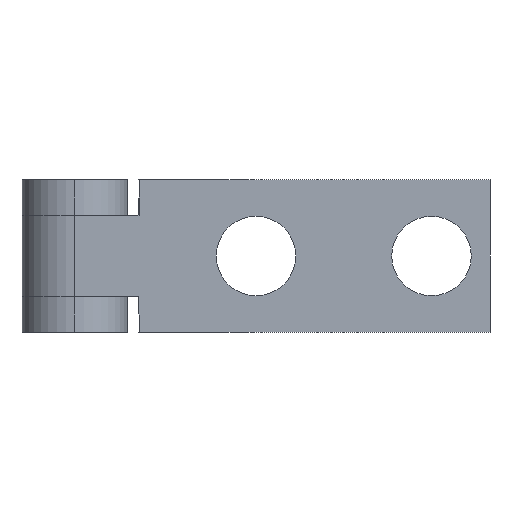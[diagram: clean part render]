
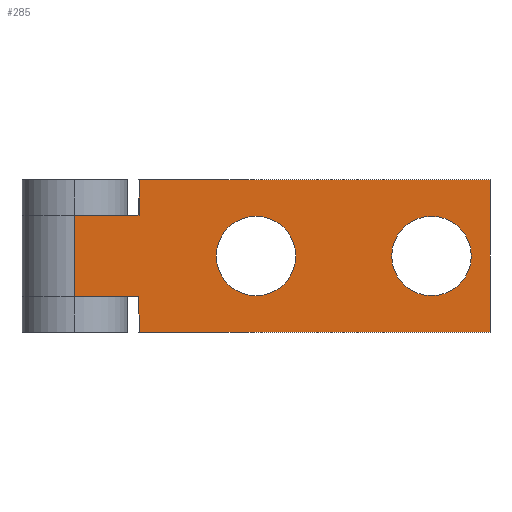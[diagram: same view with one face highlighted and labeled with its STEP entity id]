
A CAD part, front view. The second image highlights one B-rep face of the part: STEP entity #285.
In plain terms, the highlighted planar face has unit normal (0, -1, 0).
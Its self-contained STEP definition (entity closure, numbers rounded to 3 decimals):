
#36 = CARTESIAN_POINT ( 'NONE',  ( 5.5, -4.5, -6.5 ) ) ;
#149 = CARTESIAN_POINT ( 'NONE',  ( 30.5, -4.5, 0. ) ) ;
#150 = DIRECTION ( 'NONE',  ( 0., 1., 0. ) ) ;
#151 = DIRECTION ( 'NONE',  ( 0., 0., 1. ) ) ;
#254 = DIRECTION ( 'NONE',  ( 0., 0., 1. ) ) ;
#285 = ADVANCED_FACE ( 'NONE', ( #1278, #1300, #1288 ), #589, .F. ) ;
#293 = CARTESIAN_POINT ( 'NONE',  ( 0., -4.5, -3.5 ) ) ;
#299 = CARTESIAN_POINT ( 'NONE',  ( 35.5, -4.5, -6.5 ) ) ;
#300 = CARTESIAN_POINT ( 'NONE',  ( 5.5, -4.5, -6.5 ) ) ;
#301 = CARTESIAN_POINT ( 'NONE',  ( 5.5, -4.5, -3.5 ) ) ;
#302 = CARTESIAN_POINT ( 'NONE',  ( 5.5, -4.5, 6.5 ) ) ;
#304 = CARTESIAN_POINT ( 'NONE',  ( 35.5, -4.5, 6.5 ) ) ;
#306 = CARTESIAN_POINT ( 'NONE',  ( 5.5, -4.5, 3.5 ) ) ;
#329 = CARTESIAN_POINT ( 'NONE',  ( 30.5, -4.5, 3.4 ) ) ;
#372 = VERTEX_POINT ( 'NONE', #518 ) ;
#373 = VERTEX_POINT ( 'NONE', #522 ) ;
#377 = VERTEX_POINT ( 'NONE', #526 ) ;
#380 = VERTEX_POINT ( 'NONE', #527 ) ;
#387 = VERTEX_POINT ( 'NONE', #293 ) ;
#393 = VERTEX_POINT ( 'NONE', #299 ) ;
#394 = VERTEX_POINT ( 'NONE', #300 ) ;
#395 = VERTEX_POINT ( 'NONE', #301 ) ;
#396 = VERTEX_POINT ( 'NONE', #302 ) ;
#398 = VERTEX_POINT ( 'NONE', #304 ) ;
#400 = VERTEX_POINT ( 'NONE', #306 ) ;
#423 = VERTEX_POINT ( 'NONE', #329 ) ;
#485 = EDGE_LOOP ( 'NONE', ( #1375, #1376 ) ) ;
#518 = CARTESIAN_POINT ( 'NONE',  ( 15.5, -4.5, -3.4 ) ) ;
#522 = CARTESIAN_POINT ( 'NONE',  ( 15.5, -4.5, 3.4 ) ) ;
#526 = CARTESIAN_POINT ( 'NONE',  ( 30.5, -4.5, -3.4 ) ) ;
#527 = CARTESIAN_POINT ( 'NONE',  ( 0., -4.5, 3.5 ) ) ;
#585 = DIRECTION ( 'NONE',  ( 0., 1., 0. ) ) ;
#587 = CARTESIAN_POINT ( 'NONE',  ( 0., -4.5, 6.5 ) ) ;
#589 = PLANE ( 'NONE',  #1181 ) ;
#824 = CIRCLE ( 'NONE', #1132, 3.4 ) ;
#883 = VECTOR ( 'NONE', #976, 1000. ) ;
#885 = VECTOR ( 'NONE', #974, 1000. ) ;
#886 = LINE ( 'NONE', #975, #883 ) ;
#887 = VECTOR ( 'NONE', #972, 1000. ) ;
#888 = LINE ( 'NONE', #973, #885 ) ;
#889 = VECTOR ( 'NONE', #964, 1000. ) ;
#890 = LINE ( 'NONE', #971, #887 ) ;
#891 = LINE ( 'NONE', #36, #889 ) ;
#892 = VECTOR ( 'NONE', #946, 1000. ) ;
#893 = CIRCLE ( 'NONE', #1158, 3.4 ) ;
#894 = CIRCLE ( 'NONE', #1159, 3.4 ) ;
#896 = CIRCLE ( 'NONE', #1161, 3.4 ) ;
#897 = LINE ( 'NONE', #957, #892 ) ;
#904 = CARTESIAN_POINT ( 'NONE',  ( 0., -4.5, 6.5 ) ) ;
#905 = DIRECTION ( 'NONE',  ( 0., 0., -1. ) ) ;
#939 = CARTESIAN_POINT ( 'NONE',  ( 0., -4.5, 6.5 ) ) ;
#940 = DIRECTION ( 'NONE',  ( 1., 0., 0. ) ) ;
#943 = CARTESIAN_POINT ( 'NONE',  ( 0., -4.5, -6.5 ) ) ;
#944 = DIRECTION ( 'NONE',  ( 1., 0., 0. ) ) ;
#946 = DIRECTION ( 'NONE',  ( -1., 0., 0. ) ) ;
#957 = CARTESIAN_POINT ( 'NONE',  ( 5.5, -4.5, -3.5 ) ) ;
#961 = CARTESIAN_POINT ( 'NONE',  ( 30.5, -4.5, 0. ) ) ;
#962 = DIRECTION ( 'NONE',  ( 0., 1., 0. ) ) ;
#963 = DIRECTION ( 'NONE',  ( 0., 0., 1. ) ) ;
#964 = DIRECTION ( 'NONE',  ( 0., 0., 1. ) ) ;
#965 = CARTESIAN_POINT ( 'NONE',  ( 15.5, -4.5, 0. ) ) ;
#966 = DIRECTION ( 'NONE',  ( 0., 1., 0. ) ) ;
#967 = DIRECTION ( 'NONE',  ( 0., 0., 1. ) ) ;
#968 = CARTESIAN_POINT ( 'NONE',  ( 15.5, -4.5, 0. ) ) ;
#969 = DIRECTION ( 'NONE',  ( 0., 1., 0. ) ) ;
#970 = DIRECTION ( 'NONE',  ( 0., 0., 1. ) ) ;
#971 = CARTESIAN_POINT ( 'NONE',  ( 35.5, -4.5, 6.5 ) ) ;
#972 = DIRECTION ( 'NONE',  ( 0., 0., -1. ) ) ;
#973 = CARTESIAN_POINT ( 'NONE',  ( 5.5, -4.5, 6.5 ) ) ;
#974 = DIRECTION ( 'NONE',  ( 0., 0., 1. ) ) ;
#975 = CARTESIAN_POINT ( 'NONE',  ( 5.5, -4.5, 3.5 ) ) ;
#976 = DIRECTION ( 'NONE',  ( 1., 0., 0. ) ) ;
#1021 = EDGE_CURVE ( 'NONE', #380, #387, #1301, .T. ) ;
#1033 = EDGE_CURVE ( 'NONE', #396, #398, #1245, .T. ) ;
#1035 = EDGE_CURVE ( 'NONE', #394, #393, #1260, .T. ) ;
#1042 = EDGE_CURVE ( 'NONE', #423, #377, #896, .T. ) ;
#1043 = EDGE_CURVE ( 'NONE', #373, #372, #894, .T. ) ;
#1044 = EDGE_CURVE ( 'NONE', #395, #387, #897, .T. ) ;
#1045 = EDGE_CURVE ( 'NONE', #372, #373, #893, .T. ) ;
#1046 = EDGE_CURVE ( 'NONE', #394, #395, #891, .T. ) ;
#1047 = EDGE_CURVE ( 'NONE', #398, #393, #890, .T. ) ;
#1048 = EDGE_CURVE ( 'NONE', #400, #396, #888, .T. ) ;
#1049 = EDGE_CURVE ( 'NONE', #380, #400, #886, .T. ) ;
#1101 = EDGE_CURVE ( 'NONE', #377, #423, #824, .T. ) ;
#1132 = AXIS2_PLACEMENT_3D ( 'NONE', #149, #150, #151 ) ;
#1158 = AXIS2_PLACEMENT_3D ( 'NONE', #968, #969, #970 ) ;
#1159 = AXIS2_PLACEMENT_3D ( 'NONE', #965, #966, #967 ) ;
#1161 = AXIS2_PLACEMENT_3D ( 'NONE', #961, #962, #963 ) ;
#1181 = AXIS2_PLACEMENT_3D ( 'NONE', #587, #585, #254 ) ;
#1208 = EDGE_LOOP ( 'NONE', ( #1377, #1378, #1379, #1380, #1381, #1384, #1385, #1386 ) ) ;
#1245 = LINE ( 'NONE', #939, #1258 ) ;
#1258 = VECTOR ( 'NONE', #940, 1000. ) ;
#1260 = LINE ( 'NONE', #943, #1264 ) ;
#1264 = VECTOR ( 'NONE', #944, 1000. ) ;
#1278 = FACE_BOUND ( 'NONE', #1323, .T. ) ;
#1288 = FACE_OUTER_BOUND ( 'NONE', #1208, .T. ) ;
#1290 = VECTOR ( 'NONE', #905, 1000. ) ;
#1300 = FACE_BOUND ( 'NONE', #485, .T. ) ;
#1301 = LINE ( 'NONE', #904, #1290 ) ;
#1323 = EDGE_LOOP ( 'NONE', ( #1373, #1374 ) ) ;
#1373 = ORIENTED_EDGE ( 'NONE', *, *, #1042, .T. ) ;
#1374 = ORIENTED_EDGE ( 'NONE', *, *, #1101, .T. ) ;
#1375 = ORIENTED_EDGE ( 'NONE', *, *, #1043, .T. ) ;
#1376 = ORIENTED_EDGE ( 'NONE', *, *, #1045, .T. ) ;
#1377 = ORIENTED_EDGE ( 'NONE', *, *, #1044, .F. ) ;
#1378 = ORIENTED_EDGE ( 'NONE', *, *, #1046, .F. ) ;
#1379 = ORIENTED_EDGE ( 'NONE', *, *, #1035, .T. ) ;
#1380 = ORIENTED_EDGE ( 'NONE', *, *, #1047, .F. ) ;
#1381 = ORIENTED_EDGE ( 'NONE', *, *, #1033, .F. ) ;
#1384 = ORIENTED_EDGE ( 'NONE', *, *, #1048, .F. ) ;
#1385 = ORIENTED_EDGE ( 'NONE', *, *, #1049, .F. ) ;
#1386 = ORIENTED_EDGE ( 'NONE', *, *, #1021, .T. ) ;
